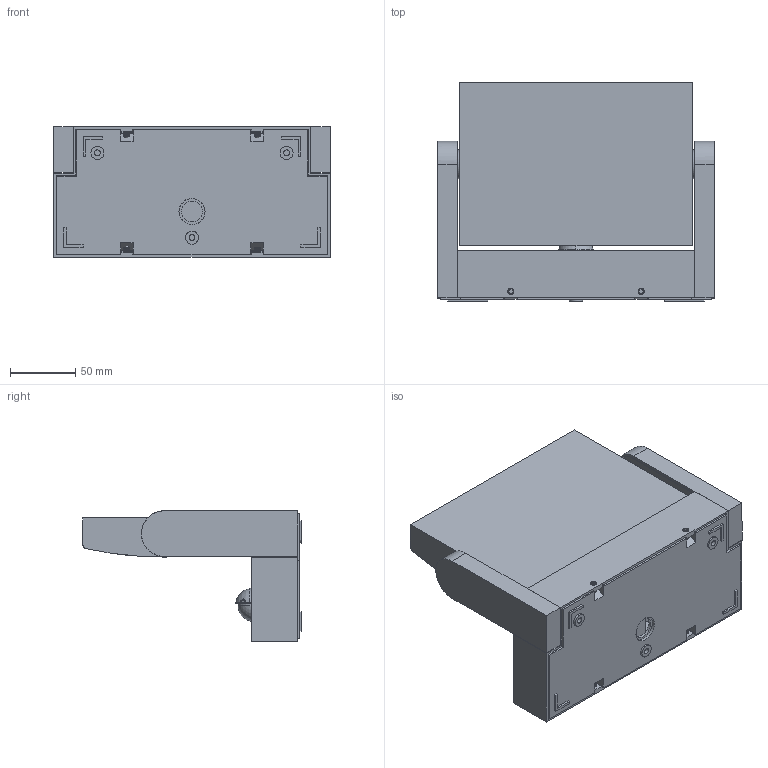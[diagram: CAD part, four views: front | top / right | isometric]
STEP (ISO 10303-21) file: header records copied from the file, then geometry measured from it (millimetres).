
FILE_DESCRIPTION(('CATIA V5 STEP Exchange','CAx-IF Rec.Pracs.--- Model Styling and Organization---1.4--- 2014-01-23','CAx-IF Rec.Pracs.---3D Tessellated Data Validation Properties---0.5---2014-09-14'),'2;1');
FILE_NAME('GW-S007.stp','2023-03-20T06:33:50+00:00',('none'),('none'),'CATIA Version 5-6 Release 2018','CATIA V5 STEP AP242','none');
FILE_SCHEMA(('AP242_MANAGED_MODEL_BASED_3D_ENGINEERING_MIM_LF {1 0 10303 442 1 1 4}'));
Products named in the file (17): GW-007-12 装配体.12; GW-007-12 连接柱-盖子.3; GW-007-12 灯体 -2.6; GW-007-12 连接柱.5; GW-007-12 PC罩.4; GW-007-12驱动盒.1.15; GW-007-12驱动盒-硅胶圈.14; Part15.1; M5机米.13; 铁垫片.2; BMO705_ASM; BMO705-M1; BMO705-M2; BMO705-LENS; BMO705-M4; BMO705-M3; GW-007-12 挂板.1
Assembly tree (21 placements, depth 3):
  GW-007-12 装配体.12
    GW-007-12 连接柱-盖子.3  x2
    GW-007-12 灯体 -2.6
    GW-007-12 连接柱.5  x2
    GW-007-12 PC罩.4
    GW-007-12驱动盒.1.15
    GW-007-12驱动盒-硅胶圈.14
    Part15.1
    M5机米.13  x4
    铁垫片.2
    BMO705_ASM
      BMO705-M1
      BMO705-M2
      BMO705-LENS
      BMO705-M4
      BMO705-M3
    GW-007-12 挂板.1
Bounding box: 212 x 167.5 x 100 mm (x, y, z)
Volume: 460028 mm3; surface area: 400667.6 mm2
Topology: 128 solids, 128 shells, 4122 faces, 10586 edges, 6534 vertices
Faces by surface type: plane 2161, cylinder 985, bspline 406, sphere 381, cone 144, torus 37, extrusion 8
Entity records: 99684 total; most frequent: CARTESIAN_POINT 28245, ORIENTED_EDGE 16090, DIRECTION 11681, EDGE_CURVE 8045, VECTOR 5606, LINE 5598, VERTEX_POINT 5222, AXIS2_PLACEMENT_3D 3794
